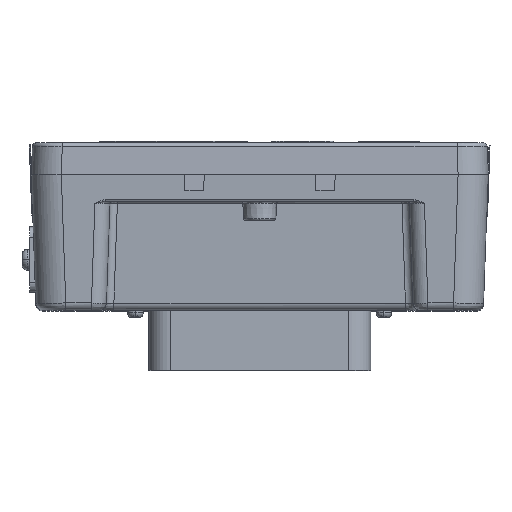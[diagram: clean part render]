
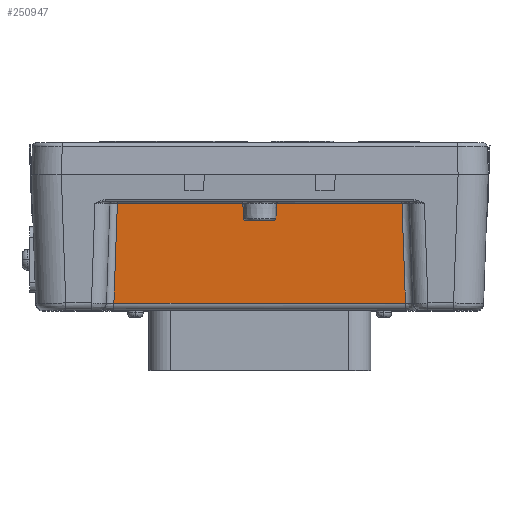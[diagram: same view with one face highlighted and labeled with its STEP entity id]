
A CAD part, top view. The second image highlights one B-rep face of the part: STEP entity #250947.
In plain terms, the highlighted planar face has unit normal (0, -0.035, 0.999).
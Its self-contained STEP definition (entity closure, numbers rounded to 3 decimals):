
#4450 = LINE ( 'NONE', #31145, #159202 ) ;
#6380 = CARTESIAN_POINT ( 'NONE',  ( -227.143, -7.683, 74.829 ) ) ;
#7260 = DIRECTION ( 'NONE',  ( 0., 0.999, 0.035 ) ) ;
#11833 = CARTESIAN_POINT ( 'NONE',  ( -226.73, -12.149, 74.673 ) ) ;
#12295 = EDGE_LOOP ( 'NONE', ( #224917, #255751, #259511, #84249, #244160, #156078, #12361, #52851, #194184, #260174 ) ) ;
#12361 = ORIENTED_EDGE ( 'NONE', *, *, #132762, .T. ) ;
#15901 = LINE ( 'NONE', #58641, #123255 ) ;
#16592 = CARTESIAN_POINT ( 'NONE',  ( -265.357, -34.27, 73.901 ) ) ;
#17867 = CARTESIAN_POINT ( 'NONE',  ( -225.993, -12.082, 74.675 ) ) ;
#22229 = CARTESIAN_POINT ( 'NONE',  ( -225.677, -7.683, 74.829 ) ) ;
#31145 = CARTESIAN_POINT ( 'NONE',  ( -226.41, -7.683, 74.829 ) ) ;
#32144 = CARTESIAN_POINT ( 'NONE',  ( -226.802, -12.102, 74.675 ) ) ;
#33059 = EDGE_CURVE ( 'NONE', #84003, #184550, #15901, .T. ) ;
#33276 = LINE ( 'NONE', #178063, #241817 ) ;
#34716 = VERTEX_POINT ( 'NONE', #211428 ) ;
#36610 = DIRECTION ( 'NONE',  ( -1., 0., 0. ) ) ;
#36837 = DIRECTION ( 'NONE',  ( -0.035, 0.999, 0.035 ) ) ;
#38182 = CARTESIAN_POINT ( 'NONE',  ( -226.064, -12.134, 74.674 ) ) ;
#40307 = CARTESIAN_POINT ( 'NONE',  ( -264.428, -7.683, 74.829 ) ) ;
#43280 = B_SPLINE_CURVE_WITH_KNOTS ( 'NONE', 3,
 ( #71036, #252967, #92113, #233487, #112366, #253838, #132668, #11833, #153054, #32144, #173345, #52453, #193626, #72732, #213982, #92977, #234335, #113228, #254721 ),
 .UNSPECIFIED., .F., .F.,
 ( 4, 1, 1, 2, 2, 2, 2, 1, 2, 2, 4 ),
 ( 0., 0.125, 0.187, 0.219, 0.25, 0.375, 0.5, 0.625, 0.687, 0.75, 1. ),
 .UNSPECIFIED. ) ;
#52453 = CARTESIAN_POINT ( 'NONE',  ( -226.873, -12.038, 74.677 ) ) ;
#52664 = CARTESIAN_POINT ( 'NONE',  ( -187.463, -34.27, 73.901 ) ) ;
#52851 = ORIENTED_EDGE ( 'NONE', *, *, #251997, .T. ) ;
#57189 = LINE ( 'NONE', #220050, #110755 ) ;
#57596 = CARTESIAN_POINT ( 'NONE',  ( -225.826, -11.808, 74.685 ) ) ;
#58488 = CARTESIAN_POINT ( 'NONE',  ( -226.1, -12.153, 74.673 ) ) ;
#58641 = CARTESIAN_POINT ( 'NONE',  ( -226.41, -34.27, 73.901 ) ) ;
#62008 = DIRECTION ( 'NONE',  ( -0.035, -0.999, -0.035 ) ) ;
#63784 = LINE ( 'NONE', #52664, #117360 ) ;
#67392 = LINE ( 'NONE', #22229, #114626 ) ;
#71036 = CARTESIAN_POINT ( 'NONE',  ( -226.503, -12.2, 74.671 ) ) ;
#72732 = CARTESIAN_POINT ( 'NONE',  ( -226.927, -11.968, 74.679 ) ) ;
#77907 = CARTESIAN_POINT ( 'NONE',  ( -225.851, -11.888, 74.682 ) ) ;
#78747 = CARTESIAN_POINT ( 'NONE',  ( -226.241, -12.2, 74.671 ) ) ;
#84003 = VERTEX_POINT ( 'NONE', #149944 ) ;
#84249 = ORIENTED_EDGE ( 'NONE', *, *, #246633, .T. ) ;
#92113 = CARTESIAN_POINT ( 'NONE',  ( -226.593, -12.195, 74.671 ) ) ;
#92588 = FACE_OUTER_BOUND ( 'NONE', #12295, .T. ) ;
#92977 = CARTESIAN_POINT ( 'NONE',  ( -226.948, -11.933, 74.681 ) ) ;
#93426 = B_SPLINE_CURVE_WITH_KNOTS ( 'NONE', 3,
 ( #259033, #158203, #57596, #198804, #77907, #219160, #98080, #239492, #118399, #259904, #138690, #17867, #159089, #38182, #179394, #58488, #199660, #78747, #220057 ),
 .UNSPECIFIED., .F., .F.,
 ( 4, 1, 1, 2, 2, 2, 2, 1, 2, 2, 4 ),
 ( 0., 0.125, 0.187, 0.219, 0.25, 0.375, 0.5, 0.625, 0.687, 0.75, 1. ),
 .UNSPECIFIED. ) ;
#95421 = VERTEX_POINT ( 'NONE', #244565 ) ;
#96844 = CARTESIAN_POINT ( 'NONE',  ( -264.428, -7.683, 74.829 ) ) ;
#98080 = CARTESIAN_POINT ( 'NONE',  ( -225.862, -11.913, 74.681 ) ) ;
#99222 = AXIS2_PLACEMENT_3D ( 'NONE', #245574, #124523, #7260 ) ;
#105850 = VERTEX_POINT ( 'NONE', #202856 ) ;
#106212 = VERTEX_POINT ( 'NONE', #194705 ) ;
#110755 = VECTOR ( 'NONE', #204038, 1000. ) ;
#112366 = CARTESIAN_POINT ( 'NONE',  ( -226.674, -12.172, 74.672 ) ) ;
#113228 = CARTESIAN_POINT ( 'NONE',  ( -227., -11.793, 74.685 ) ) ;
#114626 = VECTOR ( 'NONE', #62008, 1000. ) ;
#116001 = CARTESIAN_POINT ( 'NONE',  ( -226.41, -7.683, 74.829 ) ) ;
#117360 = VECTOR ( 'NONE', #159377, 1000. ) ;
#118399 = CARTESIAN_POINT ( 'NONE',  ( -225.891, -11.967, 74.679 ) ) ;
#118544 = DIRECTION ( 'NONE',  ( -1., 0., 0. ) ) ;
#122701 = EDGE_CURVE ( 'NONE', #137956, #260539, #33276, .T. ) ;
#123255 = VECTOR ( 'NONE', #118544, 1000. ) ;
#124523 = DIRECTION ( 'NONE',  ( 0., -0.035, 0.999 ) ) ;
#127811 = VERTEX_POINT ( 'NONE', #183498 ) ;
#132026 = VECTOR ( 'NONE', #36610, 1000. ) ;
#132668 = CARTESIAN_POINT ( 'NONE',  ( -226.699, -12.163, 74.673 ) ) ;
#132762 = EDGE_CURVE ( 'NONE', #127811, #95421, #57189, .T. ) ;
#133282 = CARTESIAN_POINT ( 'NONE',  ( -265.357, -34.27, 73.901 ) ) ;
#137428 = CARTESIAN_POINT ( 'NONE',  ( -265.047, -25.407, 74.21 ) ) ;
#137956 = VERTEX_POINT ( 'NONE', #243089 ) ;
#138690 = CARTESIAN_POINT ( 'NONE',  ( -225.948, -12.038, 74.677 ) ) ;
#143919 = PLANE ( 'NONE',  #99222 ) ;
#147323 = EDGE_CURVE ( 'NONE', #260539, #164542, #4450, .T. ) ;
#149944 = CARTESIAN_POINT ( 'NONE',  ( -187.463, -34.27, 73.901 ) ) ;
#153054 = CARTESIAN_POINT ( 'NONE',  ( -226.754, -12.135, 74.673 ) ) ;
#156078 = ORIENTED_EDGE ( 'NONE', *, *, #250857, .T. ) ;
#158203 = CARTESIAN_POINT ( 'NONE',  ( -225.819, -11.755, 74.687 ) ) ;
#159089 = CARTESIAN_POINT ( 'NONE',  ( -226.028, -12.111, 74.674 ) ) ;
#159202 = VECTOR ( 'NONE', #172335, 1000. ) ;
#159377 = DIRECTION ( 'NONE',  ( -0.035, 0.999, 0.035 ) ) ;
#164542 = VERTEX_POINT ( 'NONE', #40307 ) ;
#167479 = EDGE_CURVE ( 'NONE', #34716, #106212, #67392, .T. ) ;
#172335 = DIRECTION ( 'NONE',  ( -1., 0., 0. ) ) ;
#173345 = CARTESIAN_POINT ( 'NONE',  ( -226.827, -12.081, 74.675 ) ) ;
#178063 = CARTESIAN_POINT ( 'NONE',  ( -227.002, -11.717, 74.688 ) ) ;
#179394 = CARTESIAN_POINT ( 'NONE',  ( -226.089, -12.148, 74.673 ) ) ;
#183498 = CARTESIAN_POINT ( 'NONE',  ( -226.317, -12.2, 74.671 ) ) ;
#184550 = VERTEX_POINT ( 'NONE', #133282 ) ;
#184934 = EDGE_CURVE ( 'NONE', #164542, #184550, #223346, .T. ) ;
#193626 = CARTESIAN_POINT ( 'NONE',  ( -226.903, -12.004, 74.678 ) ) ;
#194184 = ORIENTED_EDGE ( 'NONE', *, *, #122701, .T. ) ;
#194705 = CARTESIAN_POINT ( 'NONE',  ( -225.818, -11.717, 74.688 ) ) ;
#198804 = CARTESIAN_POINT ( 'NONE',  ( -225.842, -11.865, 74.683 ) ) ;
#199537 = EDGE_CURVE ( 'NONE', #84003, #105850, #63784, .T. ) ;
#199660 = CARTESIAN_POINT ( 'NONE',  ( -226.174, -12.187, 74.672 ) ) ;
#202856 = CARTESIAN_POINT ( 'NONE',  ( -188.392, -7.683, 74.829 ) ) ;
#204038 = DIRECTION ( 'NONE',  ( -1., 0., 0. ) ) ;
#211428 = CARTESIAN_POINT ( 'NONE',  ( -225.677, -7.683, 74.829 ) ) ;
#213982 = CARTESIAN_POINT ( 'NONE',  ( -226.942, -11.944, 74.68 ) ) ;
#217895 = CARTESIAN_POINT ( 'NONE',  ( -264.738, -16.545, 74.519 ) ) ;
#219160 = CARTESIAN_POINT ( 'NONE',  ( -225.858, -11.904, 74.682 ) ) ;
#220050 = CARTESIAN_POINT ( 'NONE',  ( -226.41, -12.2, 74.671 ) ) ;
#220057 = CARTESIAN_POINT ( 'NONE',  ( -226.317, -12.2, 74.671 ) ) ;
#223346 = B_SPLINE_CURVE_WITH_KNOTS ( 'NONE', 3,
 ( #96844, #217895, #137428, #16592 ),
 .UNSPECIFIED., .F., .F.,
 ( 4, 4 ),
 ( 0., 1. ),
 .UNSPECIFIED. ) ;
#224917 = ORIENTED_EDGE ( 'NONE', *, *, #184934, .T. ) ;
#233487 = CARTESIAN_POINT ( 'NONE',  ( -226.651, -12.18, 74.672 ) ) ;
#234335 = CARTESIAN_POINT ( 'NONE',  ( -226.984, -11.86, 74.683 ) ) ;
#239492 = CARTESIAN_POINT ( 'NONE',  ( -225.876, -11.943, 74.68 ) ) ;
#239584 = LINE ( 'NONE', #116001, #132026 ) ;
#241817 = VECTOR ( 'NONE', #36837, 1000. ) ;
#243089 = CARTESIAN_POINT ( 'NONE',  ( -227.002, -11.717, 74.688 ) ) ;
#244160 = ORIENTED_EDGE ( 'NONE', *, *, #167479, .T. ) ;
#244565 = CARTESIAN_POINT ( 'NONE',  ( -226.503, -12.2, 74.671 ) ) ;
#245574 = CARTESIAN_POINT ( 'NONE',  ( -226.41, -7.2, 74.846 ) ) ;
#246633 = EDGE_CURVE ( 'NONE', #105850, #34716, #239584, .T. ) ;
#250857 = EDGE_CURVE ( 'NONE', #106212, #127811, #93426, .T. ) ;
#250947 = ADVANCED_FACE ( 'NONE', ( #92588 ), #143919, .T. ) ;
#251997 = EDGE_CURVE ( 'NONE', #95421, #137956, #43280, .T. ) ;
#252967 = CARTESIAN_POINT ( 'NONE',  ( -226.54, -12.2, 74.671 ) ) ;
#253838 = CARTESIAN_POINT ( 'NONE',  ( -226.69, -12.166, 74.672 ) ) ;
#254721 = CARTESIAN_POINT ( 'NONE',  ( -227.002, -11.717, 74.688 ) ) ;
#255751 = ORIENTED_EDGE ( 'NONE', *, *, #33059, .F. ) ;
#259033 = CARTESIAN_POINT ( 'NONE',  ( -225.818, -11.717, 74.688 ) ) ;
#259511 = ORIENTED_EDGE ( 'NONE', *, *, #199537, .T. ) ;
#259904 = CARTESIAN_POINT ( 'NONE',  ( -225.926, -12.014, 74.678 ) ) ;
#260174 = ORIENTED_EDGE ( 'NONE', *, *, #147323, .T. ) ;
#260539 = VERTEX_POINT ( 'NONE', #6380 ) ;
